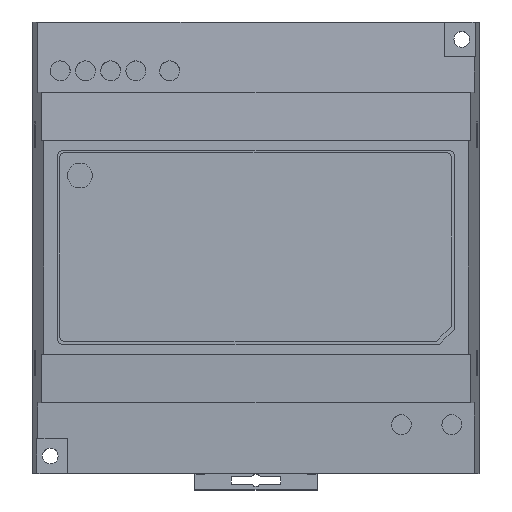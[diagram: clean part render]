
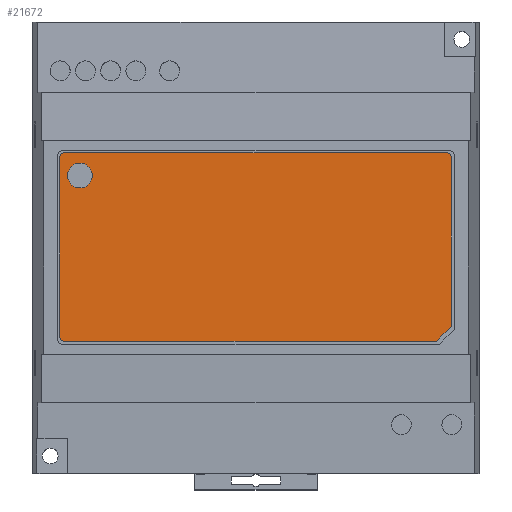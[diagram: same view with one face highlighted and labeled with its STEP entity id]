
A CAD part, top view. The second image highlights one B-rep face of the part: STEP entity #21672.
In plain terms, the highlighted planar face has unit normal (0, 0, 1).
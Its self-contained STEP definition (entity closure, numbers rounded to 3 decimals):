
#982=CIRCLE('',#23403,1.);
#984=CIRCLE('',#23407,1.);
#986=CIRCLE('',#23413,1.);
#988=CIRCLE('',#23419,2.5);
#2854=ORIENTED_EDGE('',*,*,#9243,.F.);
#2855=ORIENTED_EDGE('',*,*,#9218,.T.);
#2856=ORIENTED_EDGE('',*,*,#9240,.T.);
#2857=ORIENTED_EDGE('',*,*,#9237,.T.);
#2858=ORIENTED_EDGE('',*,*,#9234,.T.);
#2859=ORIENTED_EDGE('',*,*,#9231,.T.);
#2860=ORIENTED_EDGE('',*,*,#9228,.T.);
#2861=ORIENTED_EDGE('',*,*,#9225,.T.);
#2862=ORIENTED_EDGE('',*,*,#9222,.T.);
#9218=EDGE_CURVE('',#12432,#12433,#982,.T.);
#9222=EDGE_CURVE('',#12436,#12432,#14182,.T.);
#9225=EDGE_CURVE('',#12438,#12436,#984,.T.);
#9228=EDGE_CURVE('',#12440,#12438,#14186,.T.);
#9231=EDGE_CURVE('',#12442,#12440,#14189,.T.);
#9234=EDGE_CURVE('',#12444,#12442,#14192,.T.);
#9237=EDGE_CURVE('',#12446,#12444,#986,.T.);
#9240=EDGE_CURVE('',#12433,#12446,#14196,.T.);
#9243=EDGE_CURVE('',#12448,#12448,#988,.F.);
#12432=VERTEX_POINT('',#34222);
#12433=VERTEX_POINT('',#34223);
#12436=VERTEX_POINT('',#34231);
#12438=VERTEX_POINT('',#34237);
#12440=VERTEX_POINT('',#34243);
#12442=VERTEX_POINT('',#34249);
#12444=VERTEX_POINT('',#34255);
#12446=VERTEX_POINT('',#34261);
#12448=VERTEX_POINT('',#34273);
#14182=LINE('',#34230,#16490);
#14186=LINE('',#34242,#16494);
#14189=LINE('',#34248,#16497);
#14192=LINE('',#34254,#16500);
#14196=LINE('',#34266,#16504);
#16490=VECTOR('',#26902,1000.);
#16494=VECTOR('',#26914,1000.);
#16497=VECTOR('',#26919,1000.);
#16500=VECTOR('',#26924,1000.);
#16504=VECTOR('',#26936,1000.);
#18276=EDGE_LOOP('',(#2854));
#18277=EDGE_LOOP('',(#2855,#2856,#2857,#2858,#2859,#2860,#2861,#2862));
#19670=FACE_BOUND('',#18276,.T.);
#19671=FACE_BOUND('',#18277,.T.);
#20902=PLANE('',#23418);
#21672=ADVANCED_FACE('',(#19670,#19671),#20902,.F.);
#23403=AXIS2_PLACEMENT_3D('',#34221,#26894,#26895);
#23407=AXIS2_PLACEMENT_3D('',#34236,#26907,#26908);
#23413=AXIS2_PLACEMENT_3D('',#34260,#26929,#26930);
#23418=AXIS2_PLACEMENT_3D('',#34271,#26943,#26944);
#23419=AXIS2_PLACEMENT_3D('',#34272,#26945,#26946);
#26894=DIRECTION('',(0.,0.,1.));
#26895=DIRECTION('',(1.,0.,0.));
#26902=DIRECTION('',(-1.,0.,0.));
#26907=DIRECTION('',(0.,0.,1.));
#26908=DIRECTION('',(1.,0.,0.));
#26914=DIRECTION('',(0.,1.,0.));
#26919=DIRECTION('',(0.707,0.707,0.));
#26924=DIRECTION('',(1.,0.,0.));
#26929=DIRECTION('',(0.,0.,1.));
#26930=DIRECTION('',(1.,0.,0.));
#26936=DIRECTION('',(0.,-1.,0.));
#26943=DIRECTION('',(0.,0.,-1.));
#26944=DIRECTION('',(-1.,0.,0.));
#26945=DIRECTION('',(0.,0.,-1.));
#26946=DIRECTION('',(-1.,0.,0.));
#34221=CARTESIAN_POINT('',(-38.6,63.6,55.5));
#34222=CARTESIAN_POINT('',(-38.6,64.6,55.5));
#34223=CARTESIAN_POINT('',(-39.6,63.6,55.5));
#34230=CARTESIAN_POINT('',(38.4,64.6,55.5));
#34231=CARTESIAN_POINT('',(38.4,64.6,55.5));
#34236=CARTESIAN_POINT('',(38.4,63.6,55.5));
#34237=CARTESIAN_POINT('',(39.4,63.6,55.5));
#34242=CARTESIAN_POINT('',(39.4,29.6,55.5));
#34243=CARTESIAN_POINT('',(39.4,29.6,55.5));
#34248=CARTESIAN_POINT('',(36.4,26.6,55.5));
#34249=CARTESIAN_POINT('',(36.4,26.6,55.5));
#34254=CARTESIAN_POINT('',(-38.6,26.6,55.5));
#34255=CARTESIAN_POINT('',(-38.6,26.6,55.5));
#34260=CARTESIAN_POINT('',(-38.6,27.6,55.5));
#34261=CARTESIAN_POINT('',(-39.6,27.6,55.5));
#34266=CARTESIAN_POINT('',(-39.6,63.6,55.5));
#34271=CARTESIAN_POINT('',(45.,67.,55.5));
#34272=CARTESIAN_POINT('',(-35.5,60.,55.5));
#34273=CARTESIAN_POINT('',(-38.,60.,55.5));
